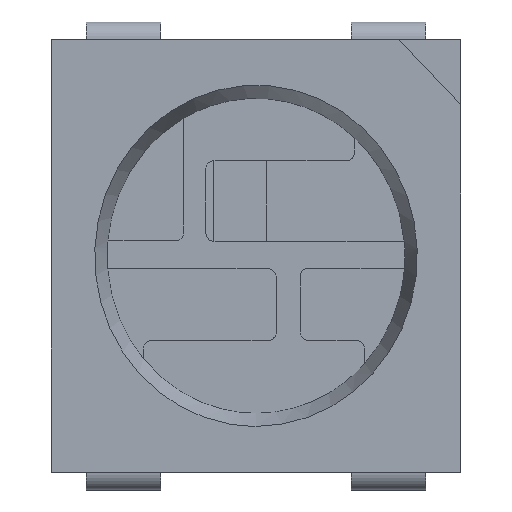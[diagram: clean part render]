
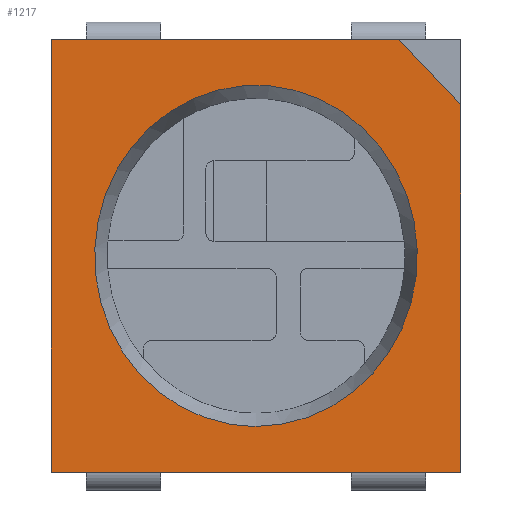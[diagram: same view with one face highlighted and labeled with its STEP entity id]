
A CAD part, top view. The second image highlights one B-rep face of the part: STEP entity #1217.
In plain terms, the highlighted planar face has unit normal (0, 0, 1).
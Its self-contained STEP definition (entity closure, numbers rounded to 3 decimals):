
#53=FACE_BOUND('',#146,.T.);
#73=ELLIPSE('',#1309,1.45,1.371);
#86=FACE_OUTER_BOUND('',#145,.T.);
#145=EDGE_LOOP('',(#882,#883,#884,#885,#886));
#146=EDGE_LOOP('',(#887));
#228=LINE('',#1790,#358);
#242=LINE('',#1815,#372);
#266=LINE('',#1896,#396);
#269=LINE('',#1902,#399);
#270=LINE('',#1904,#400);
#358=VECTOR('',#1423,0.703);
#372=VECTOR('',#1439,0.703);
#396=VECTOR('',#1511,0.743);
#399=VECTOR('',#1516,0.743);
#400=VECTOR('',#1519,0.724);
#487=VERTEX_POINT('',#1787);
#488=VERTEX_POINT('',#1789);
#497=VERTEX_POINT('',#1812);
#498=VERTEX_POINT('',#1814);
#533=VERTEX_POINT('',#1900);
#534=VERTEX_POINT('',#1905);
#611=EDGE_CURVE('',#488,#487,#228,.T.);
#625=EDGE_CURVE('',#498,#497,#242,.T.);
#667=EDGE_CURVE('',#487,#498,#266,.T.);
#670=EDGE_CURVE('',#497,#533,#269,.T.);
#671=EDGE_CURVE('',#488,#533,#270,.T.);
#672=EDGE_CURVE('',#534,#534,#73,.T.);
#882=ORIENTED_EDGE('',*,*,#671,.F.);
#883=ORIENTED_EDGE('',*,*,#611,.T.);
#884=ORIENTED_EDGE('',*,*,#667,.T.);
#885=ORIENTED_EDGE('',*,*,#625,.T.);
#886=ORIENTED_EDGE('',*,*,#670,.T.);
#887=ORIENTED_EDGE('',*,*,#672,.F.);
#1114=PLANE('',#1308);
#1217=ADVANCED_FACE('',(#86,#53),#1114,.T.);
#1308=AXIS2_PLACEMENT_3D('',#1903,#1517,#1518);
#1309=AXIS2_PLACEMENT_3D('',#1906,#1520,#1521);
#1423=DIRECTION('',(-1.,0.,0.));
#1439=DIRECTION('',(1.,0.,0.));
#1511=DIRECTION('',(0.,-1.,0.));
#1516=DIRECTION('',(0.,1.,0.));
#1517=DIRECTION('center_axis',(0.,0.,1.));
#1518=DIRECTION('ref_axis',(1.,0.,0.));
#1519=DIRECTION('',(0.687,-0.727,0.));
#1520=DIRECTION('center_axis',(0.,0.,1.));
#1521=DIRECTION('ref_axis',(0.,1.,0.));
#1787=CARTESIAN_POINT('',(-1.624,1.802,1.397));
#1789=CARTESIAN_POINT('',(1.329,1.802,1.397));
#1790=CARTESIAN_POINT('',(1.856,1.802,1.397));
#1812=CARTESIAN_POINT('',(1.856,-1.878,1.397));
#1814=CARTESIAN_POINT('',(-1.624,-1.878,1.397));
#1815=CARTESIAN_POINT('',(-1.624,-1.878,1.397));
#1896=CARTESIAN_POINT('',(-1.624,1.802,1.397));
#1900=CARTESIAN_POINT('',(1.856,1.244,1.397));
#1902=CARTESIAN_POINT('',(1.856,-1.878,1.397));
#1903=CARTESIAN_POINT('Origin',(0.116,-0.038,1.397));
#1904=CARTESIAN_POINT('',(1.329,1.802,1.397));
#1905=CARTESIAN_POINT('',(0.116,-1.488,1.397));
#1906=CARTESIAN_POINT('Origin',(0.116,-0.038,1.397));
